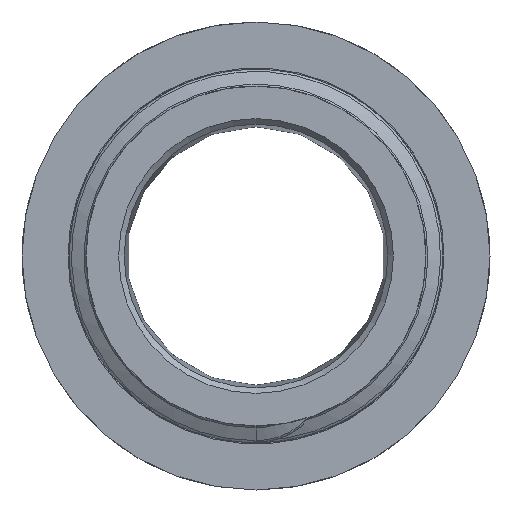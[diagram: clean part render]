
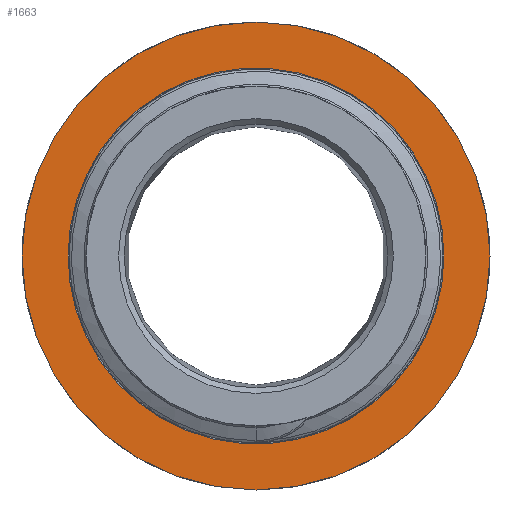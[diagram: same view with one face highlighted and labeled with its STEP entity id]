
A CAD part, front view. The second image highlights one B-rep face of the part: STEP entity #1663.
In plain terms, the highlighted planar face has unit normal (0, -1, 0).
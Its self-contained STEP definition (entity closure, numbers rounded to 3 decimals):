
#1518=CIRCLE('',#11845,20.85);
#1663=ADVANCED_FACE('',(#2624,#2625),#2215,.F.);
#2215=PLANE('',#11847);
#2624=FACE_BOUND('',#2745,.T.);
#2625=FACE_BOUND('',#2746,.T.);
#2745=EDGE_LOOP('',(#4378,#4379));
#2746=EDGE_LOOP('',(#4380));
#3396=B_SPLINE_CURVE_WITH_KNOTS('',3,(#16274,#16275,#16276,#16277,#16278,
#16279,#16280,#16281,#16282,#16283),.UNSPECIFIED.,.F.,.F.,(4,2,2,2,4),(0.,
0.25,0.5,0.75,1.),.UNSPECIFIED.);
#3397=B_SPLINE_CURVE_WITH_KNOTS('',3,(#16286,#16287,#16288,#16289,#16290,
#16291,#16292,#16293,#16294,#16295),.UNSPECIFIED.,.F.,.F.,(4,2,2,2,4),(0.,
0.25,0.5,0.75,1.),.UNSPECIFIED.);
#4378=ORIENTED_EDGE('',*,*,#8452,.T.);
#4379=ORIENTED_EDGE('',*,*,#8451,.T.);
#4380=ORIENTED_EDGE('',*,*,#8578,.F.);
#7388=VERTEX_POINT('',#16284);
#7389=VERTEX_POINT('',#16285);
#7496=VERTEX_POINT('',#20416);
#8451=EDGE_CURVE('',#7388,#7389,#3396,.T.);
#8452=EDGE_CURVE('',#7389,#7388,#3397,.T.);
#8578=EDGE_CURVE('',#7496,#7496,#1518,.T.);
#11845=AXIS2_PLACEMENT_3D('',#20415,#12900,#12901);
#11847=AXIS2_PLACEMENT_3D('',#20418,#12904,#12905);
#12900=DIRECTION('',(0.,1.,0.));
#12901=DIRECTION('',(1.,0.,0.));
#12904=DIRECTION('',(0.,1.,0.));
#12905=DIRECTION('',(-1.,0.,0.));
#16274=CARTESIAN_POINT('',(15.428,1.98,0.));
#16275=CARTESIAN_POINT('',(15.428,1.98,4.399));
#16276=CARTESIAN_POINT('',(17.225,1.98,8.734));
#16277=CARTESIAN_POINT('',(23.444,1.98,14.954));
#16278=CARTESIAN_POINT('',(27.78,1.98,16.75));
#16279=CARTESIAN_POINT('',(36.576,1.98,16.75));
#16280=CARTESIAN_POINT('',(40.912,1.98,14.954));
#16281=CARTESIAN_POINT('',(47.132,1.98,8.734));
#16282=CARTESIAN_POINT('',(48.928,1.98,4.4));
#16283=CARTESIAN_POINT('',(48.928,1.98,0.));
#16284=CARTESIAN_POINT('',(15.428,1.98,0.));
#16285=CARTESIAN_POINT('',(48.928,1.98,0.));
#16286=CARTESIAN_POINT('',(48.928,1.98,0.));
#16287=CARTESIAN_POINT('',(48.928,1.98,-4.399));
#16288=CARTESIAN_POINT('',(47.132,1.98,-8.734));
#16289=CARTESIAN_POINT('',(40.913,1.98,-14.954));
#16290=CARTESIAN_POINT('',(36.576,1.98,-16.75));
#16291=CARTESIAN_POINT('',(27.78,1.98,-16.75));
#16292=CARTESIAN_POINT('',(23.444,1.98,-14.954));
#16293=CARTESIAN_POINT('',(17.224,1.98,-8.734));
#16294=CARTESIAN_POINT('',(15.428,1.98,-4.4));
#16295=CARTESIAN_POINT('',(15.428,1.98,0.));
#20415=CARTESIAN_POINT('',(32.178,1.98,0.));
#20416=CARTESIAN_POINT('',(53.028,1.98,0.));
#20418=CARTESIAN_POINT('',(32.178,1.98,-16.75));
